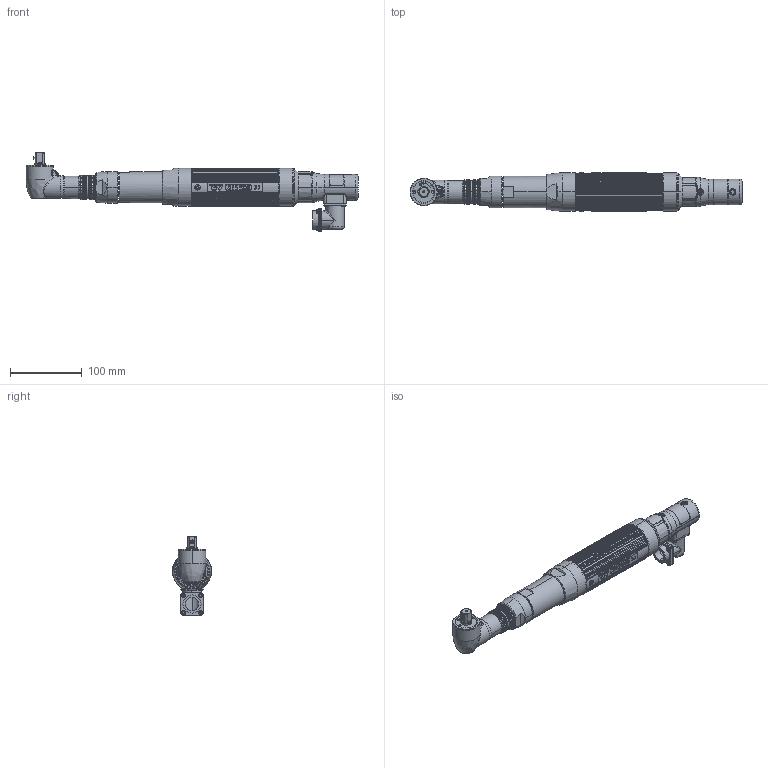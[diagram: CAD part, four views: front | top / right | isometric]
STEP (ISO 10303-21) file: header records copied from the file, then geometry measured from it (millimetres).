
FILE_DESCRIPTION((''),'2;1');
FILE_NAME('EB44MA19-80','2012-08-13T',('EJF1116'),(''),'PRO/ENGINEER BY PARAMETRIC TECHNOLOGY CORPORATION, 2010430','PRO/ENGINEER BY PARAMETRIC TECHNOLOGY CORPORATION, 2010430','');
FILE_SCHEMA(('CONFIG_CONTROL_DESIGN'));
Length unit declared in the file: inch
Products named in the file (1): EB44MA19-80
Bounding box: 464.25 x 55.09 x 109.45 mm (x, y, z)
Surface area: 139121.5 mm2 (no closed solid volume)
Topology: 0 solids, 174 shells, 744 faces, 4294 edges, 3540 vertices
Faces by surface type: cylinder 348, plane 252, bspline 50, cone 48, torus 43, extrusion 2, sphere 1
Entity records: 49818 total; most frequent: CARTESIAN_POINT 19713, DIRECTION 5582, ORIENTED_EDGE 5387, EDGE_CURVE 4291, VERTEX_POINT 3540, VECTOR 1896, LINE 1894, AXIS2_PLACEMENT_3D 1843
